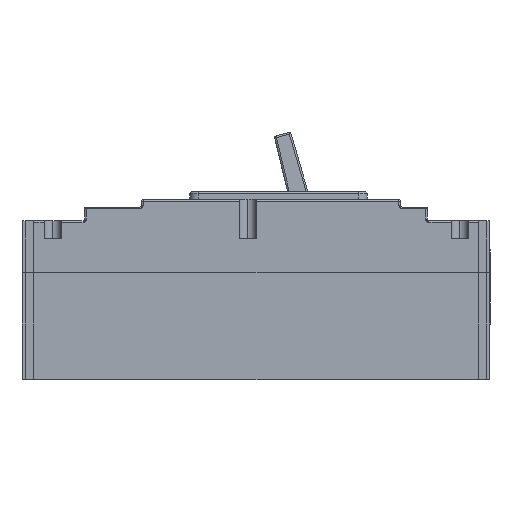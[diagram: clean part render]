
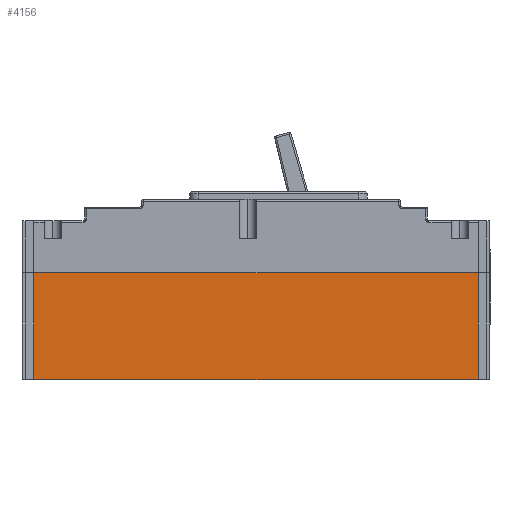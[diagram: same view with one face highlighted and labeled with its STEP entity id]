
A CAD part, left-side view. The second image highlights one B-rep face of the part: STEP entity #4156.
In plain terms, the highlighted planar face has unit normal (-1, 0, 0).
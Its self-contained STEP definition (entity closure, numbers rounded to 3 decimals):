
#186 = DIRECTION ( 'NONE',  ( 0., 0., -1. ) ) ;
#278 = LINE ( 'NONE', #4040, #11456 ) ;
#365 = CARTESIAN_POINT ( 'NONE',  ( -105., -133., 0. ) ) ;
#703 = EDGE_CURVE ( 'NONE', #19399, #7791, #15479, .T. ) ;
#1104 = AXIS2_PLACEMENT_3D ( 'NONE', #5107, #8969, #186 ) ;
#1769 = VERTEX_POINT ( 'NONE', #16086 ) ;
#2102 = EDGE_CURVE ( 'NONE', #15612, #1769, #22602, .T. ) ;
#2244 = CARTESIAN_POINT ( 'NONE',  ( -105., -133., 64. ) ) ;
#3819 = CARTESIAN_POINT ( 'NONE',  ( -105., -133., 95. ) ) ;
#4040 = CARTESIAN_POINT ( 'NONE',  ( -105., 133., 95. ) ) ;
#4156 = ADVANCED_FACE ( 'NONE', ( #8742 ), #17618, .F. ) ;
#4278 = VECTOR ( 'NONE', #14547, 1000. ) ;
#5107 = CARTESIAN_POINT ( 'NONE',  ( -105., -140., 95. ) ) ;
#6370 = DIRECTION ( 'NONE',  ( 0., -1., 0. ) ) ;
#7791 = VERTEX_POINT ( 'NONE', #365 ) ;
#8742 = FACE_OUTER_BOUND ( 'NONE', #22930, .T. ) ;
#8851 = ORIENTED_EDGE ( 'NONE', *, *, #14140, .T. ) ;
#8969 = DIRECTION ( 'NONE',  ( 1., 0., 0. ) ) ;
#11336 = CARTESIAN_POINT ( 'NONE',  ( -105., -140., 64. ) ) ;
#11456 = VECTOR ( 'NONE', #14541, 1000. ) ;
#14140 = EDGE_CURVE ( 'NONE', #7791, #15612, #22134, .T. ) ;
#14541 = DIRECTION ( 'NONE',  ( 0., 0., -1. ) ) ;
#14547 = DIRECTION ( 'NONE',  ( 0., 0., 1. ) ) ;
#14607 = ORIENTED_EDGE ( 'NONE', *, *, #703, .T. ) ;
#15479 = LINE ( 'NONE', #17365, #18209 ) ;
#15612 = VERTEX_POINT ( 'NONE', #2244 ) ;
#16086 = CARTESIAN_POINT ( 'NONE',  ( -105., 133., 64. ) ) ;
#17365 = CARTESIAN_POINT ( 'NONE',  ( -105., -140., 0. ) ) ;
#17501 = EDGE_CURVE ( 'NONE', #1769, #19399, #278, .T. ) ;
#17618 = PLANE ( 'NONE',  #1104 ) ;
#18209 = VECTOR ( 'NONE', #6370, 1000. ) ;
#18620 = CARTESIAN_POINT ( 'NONE',  ( -105., 133., 0. ) ) ;
#19399 = VERTEX_POINT ( 'NONE', #18620 ) ;
#19885 = ORIENTED_EDGE ( 'NONE', *, *, #17501, .T. ) ;
#21855 = ORIENTED_EDGE ( 'NONE', *, *, #2102, .T. ) ;
#22134 = LINE ( 'NONE', #3819, #4278 ) ;
#22293 = VECTOR ( 'NONE', #22723, 1000. ) ;
#22602 = LINE ( 'NONE', #11336, #22293 ) ;
#22723 = DIRECTION ( 'NONE',  ( 0., 1., 0. ) ) ;
#22930 = EDGE_LOOP ( 'NONE', ( #21855, #19885, #14607, #8851 ) ) ;
